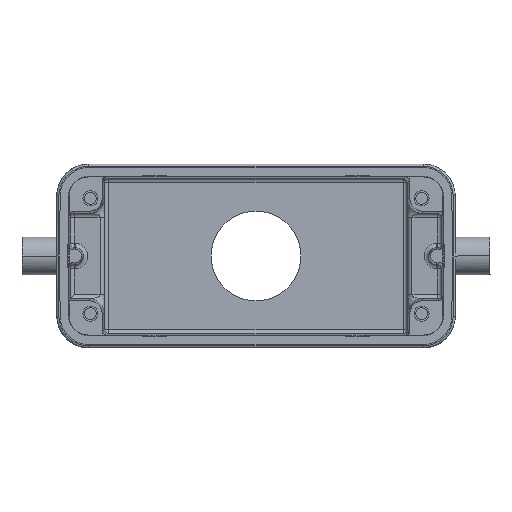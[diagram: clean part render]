
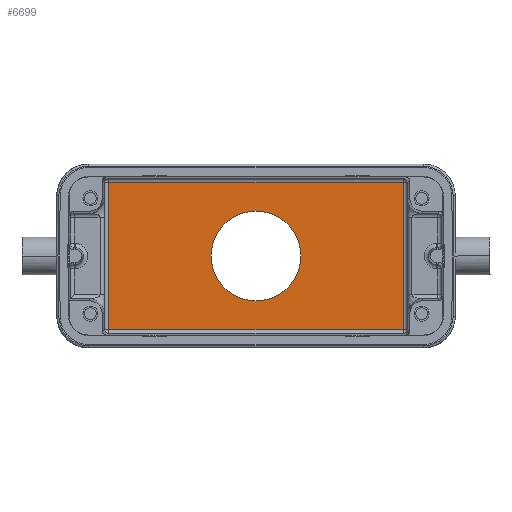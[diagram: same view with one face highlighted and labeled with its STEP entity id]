
A CAD part, front view. The second image highlights one B-rep face of the part: STEP entity #6699.
In plain terms, the highlighted planar face has unit normal (0, -1, 0).
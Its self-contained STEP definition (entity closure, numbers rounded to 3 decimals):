
#1064=CARTESIAN_POINT('',(0.,43.,0.));
#1065=DIRECTION('',(0.,-1.,0.));
#1066=DIRECTION('',(-1.,0.,0.));
#1067=AXIS2_PLACEMENT_3D('',#1064,#1065,#1066);
#1069=CARTESIAN_POINT('',(0.,43.,0.));
#1070=DIRECTION('',(0.,-1.,0.));
#1071=DIRECTION('',(1.,0.,0.));
#1072=AXIS2_PLACEMENT_3D('',#1069,#1070,#1071);
#1078=DIRECTION('',(-1.,0.,0.));
#1079=VECTOR('',#1078,68.89);
#1080=CARTESIAN_POINT('',(34.445,43.,17.222));
#1081=LINE('',#1080,#1079);
#1113=DIRECTION('',(0.,0.,-1.));
#1114=VECTOR('',#1113,34.445);
#1115=CARTESIAN_POINT('',(-34.445,43.,17.222));
#1116=LINE('',#1115,#1114);
#1136=DIRECTION('',(1.,0.,0.));
#1137=VECTOR('',#1136,68.89);
#1138=CARTESIAN_POINT('',(-34.445,43.,-17.222));
#1139=LINE('',#1138,#1137);
#1163=DIRECTION('',(0.,0.,1.));
#1164=VECTOR('',#1163,34.445);
#1165=CARTESIAN_POINT('',(34.445,43.,-17.222));
#1166=LINE('',#1165,#1164);
#4862=CARTESIAN_POINT('',(-34.445,43.,-17.222));
#4863=VERTEX_POINT('',#4862);
#4864=CARTESIAN_POINT('',(-34.445,43.,17.222));
#4865=VERTEX_POINT('',#4864);
#4866=CARTESIAN_POINT('',(34.445,43.,17.222));
#4867=VERTEX_POINT('',#4866);
#4868=CARTESIAN_POINT('',(34.445,43.,-17.222));
#4869=VERTEX_POINT('',#4868);
#4870=CARTESIAN_POINT('',(-10.5,43.,0.));
#4871=CARTESIAN_POINT('',(10.5,43.,0.));
#4872=VERTEX_POINT('',#4870);
#4873=VERTEX_POINT('',#4871);
#6680=CARTESIAN_POINT('',(45.5,43.,-21.5));
#6681=DIRECTION('',(0.,1.,0.));
#6682=DIRECTION('',(1.,0.,0.));
#6683=AXIS2_PLACEMENT_3D('',#6680,#6681,#6682);
#6684=PLANE('',#6683);
#6686=ORIENTED_EDGE('',*,*,#6685,.F.);
#6688=ORIENTED_EDGE('',*,*,#6687,.F.);
#6690=ORIENTED_EDGE('',*,*,#6689,.F.);
#6692=ORIENTED_EDGE('',*,*,#6691,.F.);
#6693=EDGE_LOOP('',(#6686,#6688,#6690,#6692));
#6694=FACE_OUTER_BOUND('',#6693,.F.);
#6695=ORIENTED_EDGE('',*,*,#6660,.T.);
#6696=ORIENTED_EDGE('',*,*,#6674,.T.);
#6697=EDGE_LOOP('',(#6695,#6696));
#6698=FACE_BOUND('',#6697,.F.);
#1068=CIRCLE('',#1067,10.5);
#1073=CIRCLE('',#1072,10.5);
#6660=EDGE_CURVE('',#4872,#4873,#1068,.T.);
#6674=EDGE_CURVE('',#4873,#4872,#1073,.T.);
#6685=EDGE_CURVE('',#4867,#4865,#1081,.T.);
#6687=EDGE_CURVE('',#4869,#4867,#1166,.T.);
#6689=EDGE_CURVE('',#4863,#4869,#1139,.T.);
#6691=EDGE_CURVE('',#4865,#4863,#1116,.T.);
#6699=ADVANCED_FACE('',(#6694,#6698),#6684,.F.);
